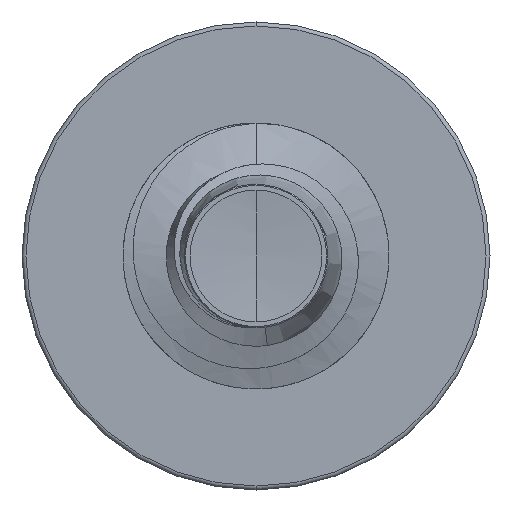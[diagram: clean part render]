
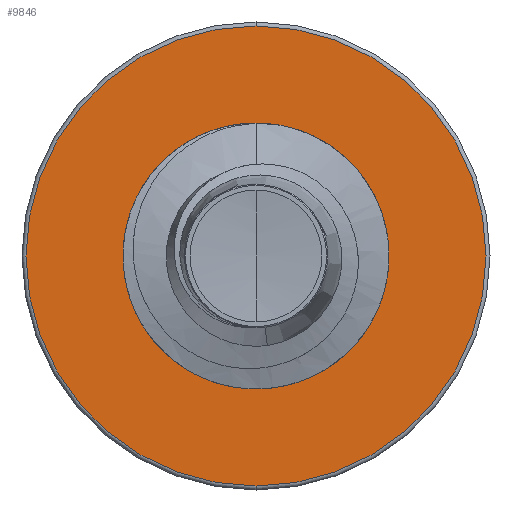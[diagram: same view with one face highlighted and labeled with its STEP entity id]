
A CAD part, front view. The second image highlights one B-rep face of the part: STEP entity #9846.
In plain terms, the highlighted planar face has unit normal (0, -1, 0).
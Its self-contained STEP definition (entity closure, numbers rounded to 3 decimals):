
#511 = VERTEX_POINT ( 'NONE', #11384 ) ;
#917 = AXIS2_PLACEMENT_3D ( 'NONE', #12566, #12541, #12531 ) ;
#1087 = ORIENTED_EDGE ( 'NONE', *, *, #6448, .F. ) ;
#1264 = DIRECTION ( 'NONE',  ( 0., 0., 1. ) ) ;
#1282 = DIRECTION ( 'NONE',  ( 0., 1., 0. ) ) ;
#1302 = CARTESIAN_POINT ( 'NONE',  ( 0., 10., 0. ) ) ;
#1736 = AXIS2_PLACEMENT_3D ( 'NONE', #8155, #8151, #8126 ) ;
#2853 = EDGE_CURVE ( 'NONE', #3514, #6920, #6888, .T. ) ;
#3514 = VERTEX_POINT ( 'NONE', #13027 ) ;
#3791 = CIRCLE ( 'NONE', #10418, 2.415 ) ;
#4059 = EDGE_CURVE ( 'NONE', #511, #10041, #3791, .T. ) ;
#4957 = DIRECTION ( 'NONE',  ( 0., 0., 1. ) ) ;
#4977 = DIRECTION ( 'NONE',  ( 0., 1., 0. ) ) ;
#4985 = CARTESIAN_POINT ( 'NONE',  ( 0., 10., 0. ) ) ;
#6448 = EDGE_CURVE ( 'NONE', #6920, #3514, #7420, .T. ) ;
#6888 = CIRCLE ( 'NONE', #1736, 4.325 ) ;
#6920 = VERTEX_POINT ( 'NONE', #8308 ) ;
#7045 = FACE_BOUND ( 'NONE', #13925, .T. ) ;
#7420 = CIRCLE ( 'NONE', #10344, 4.325 ) ;
#8126 = DIRECTION ( 'NONE',  ( 0., 0., 1. ) ) ;
#8151 = DIRECTION ( 'NONE',  ( 0., 1., 0. ) ) ;
#8155 = CARTESIAN_POINT ( 'NONE',  ( 0., 10., 0. ) ) ;
#8235 = DIRECTION ( 'NONE',  ( 0., 0., 1. ) ) ;
#8276 = DIRECTION ( 'NONE',  ( 0., 1., 0. ) ) ;
#8279 = CARTESIAN_POINT ( 'NONE',  ( 0., 10., 0. ) ) ;
#8308 = CARTESIAN_POINT ( 'NONE',  ( 0., 10., 4.325 ) ) ;
#9467 = ORIENTED_EDGE ( 'NONE', *, *, #12635, .T. ) ;
#9846 = ADVANCED_FACE ( 'NONE', ( #12393, #7045 ), #12579, .F. ) ;
#10041 = VERTEX_POINT ( 'NONE', #12347 ) ;
#10103 = EDGE_LOOP ( 'NONE', ( #1087, #13268 ) ) ;
#10344 = AXIS2_PLACEMENT_3D ( 'NONE', #8279, #8276, #8235 ) ;
#10418 = AXIS2_PLACEMENT_3D ( 'NONE', #4985, #4977, #4957 ) ;
#11384 = CARTESIAN_POINT ( 'NONE',  ( 0., 10., 2.415 ) ) ;
#11724 = ORIENTED_EDGE ( 'NONE', *, *, #4059, .T. ) ;
#11849 = CIRCLE ( 'NONE', #12461, 2.415 ) ;
#12347 = CARTESIAN_POINT ( 'NONE',  ( 0., 10., -2.415 ) ) ;
#12393 = FACE_OUTER_BOUND ( 'NONE', #10103, .T. ) ;
#12461 = AXIS2_PLACEMENT_3D ( 'NONE', #1302, #1282, #1264 ) ;
#12531 = DIRECTION ( 'NONE',  ( 0., 0., 1. ) ) ;
#12541 = DIRECTION ( 'NONE',  ( 0., 1., 0. ) ) ;
#12566 = CARTESIAN_POINT ( 'NONE',  ( 0., 10., -2.415 ) ) ;
#12579 = PLANE ( 'NONE',  #917 ) ;
#12635 = EDGE_CURVE ( 'NONE', #10041, #511, #11849, .T. ) ;
#13027 = CARTESIAN_POINT ( 'NONE',  ( 0., 10., -4.325 ) ) ;
#13268 = ORIENTED_EDGE ( 'NONE', *, *, #2853, .F. ) ;
#13925 = EDGE_LOOP ( 'NONE', ( #11724, #9467 ) ) ;
